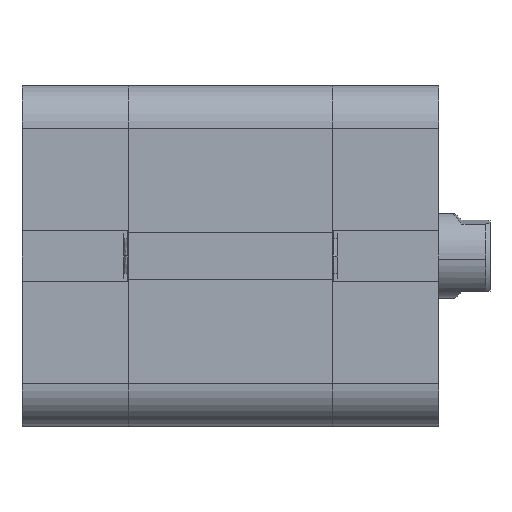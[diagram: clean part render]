
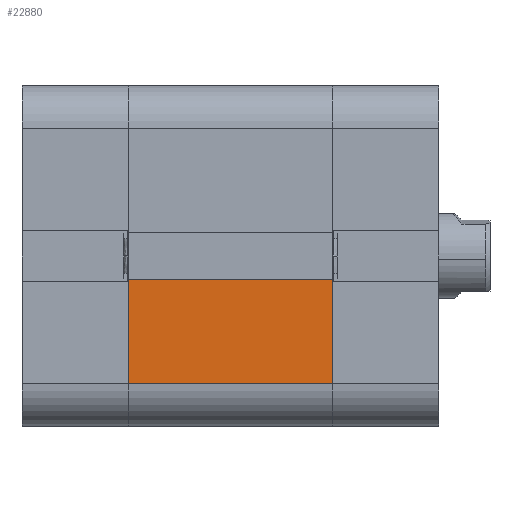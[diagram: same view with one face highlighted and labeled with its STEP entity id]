
A CAD part, front view. The second image highlights one B-rep face of the part: STEP entity #22880.
In plain terms, the highlighted planar face has unit normal (0, -1, 0).
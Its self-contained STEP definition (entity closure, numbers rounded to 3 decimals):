
#331 = CARTESIAN_POINT ( 'NONE',  ( 24.001, -20., -2.8 ) ) ;
#605 = DIRECTION ( 'NONE',  ( 1., 0., 0. ) ) ;
#935 = VERTEX_POINT ( 'NONE', #18183 ) ;
#1009 = LINE ( 'NONE', #6997, #7418 ) ;
#3582 = EDGE_CURVE ( 'NONE', #9856, #8486, #1009, .T. ) ;
#3870 = DIRECTION ( 'NONE',  ( -1., 0., 0. ) ) ;
#3900 = EDGE_CURVE ( 'NONE', #935, #8486, #21006, .T. ) ;
#4965 = CARTESIAN_POINT ( 'NONE',  ( 24., -20., -15. ) ) ;
#5320 = VECTOR ( 'NONE', #8346, 1000. ) ;
#5514 = PLANE ( 'NONE',  #14840 ) ;
#5920 = CARTESIAN_POINT ( 'NONE',  ( 24., -20., -20. ) ) ;
#5932 = ORIENTED_EDGE ( 'NONE', *, *, #20265, .T. ) ;
#6997 = CARTESIAN_POINT ( 'NONE',  ( 24., -20., -15. ) ) ;
#7418 = VECTOR ( 'NONE', #605, 1000. ) ;
#8346 = DIRECTION ( 'NONE',  ( 0., 0., -1. ) ) ;
#8486 = VERTEX_POINT ( 'NONE', #4965 ) ;
#8717 = EDGE_LOOP ( 'NONE', ( #5932, #23371, #9992, #11664 ) ) ;
#9856 = VERTEX_POINT ( 'NONE', #24581 ) ;
#9992 = ORIENTED_EDGE ( 'NONE', *, *, #3582, .T. ) ;
#10148 = LINE ( 'NONE', #331, #18812 ) ;
#11664 = ORIENTED_EDGE ( 'NONE', *, *, #3900, .F. ) ;
#13307 = EDGE_CURVE ( 'NONE', #20692, #9856, #23893, .T. ) ;
#13482 = CARTESIAN_POINT ( 'NONE',  ( 0., -20., -20. ) ) ;
#14008 = DIRECTION ( 'NONE',  ( 0., 0., 1. ) ) ;
#14754 = CARTESIAN_POINT ( 'NONE',  ( 24., -20., -20. ) ) ;
#14840 = AXIS2_PLACEMENT_3D ( 'NONE', #5920, #18152, #14008 ) ;
#18152 = DIRECTION ( 'NONE',  ( 0., 1., 0. ) ) ;
#18183 = CARTESIAN_POINT ( 'NONE',  ( 24., -20., -2.8 ) ) ;
#18812 = VECTOR ( 'NONE', #3870, 1000. ) ;
#20265 = EDGE_CURVE ( 'NONE', #935, #20692, #10148, .T. ) ;
#20464 = CARTESIAN_POINT ( 'NONE',  ( 0., -20., -2.8 ) ) ;
#20692 = VERTEX_POINT ( 'NONE', #20464 ) ;
#21006 = LINE ( 'NONE', #14754, #5320 ) ;
#21951 = DIRECTION ( 'NONE',  ( 0., 0., -1. ) ) ;
#22880 = ADVANCED_FACE ( 'NONE', ( #27211 ), #5514, .F. ) ;
#23371 = ORIENTED_EDGE ( 'NONE', *, *, #13307, .T. ) ;
#23893 = LINE ( 'NONE', #13482, #23942 ) ;
#23942 = VECTOR ( 'NONE', #21951, 1000. ) ;
#24581 = CARTESIAN_POINT ( 'NONE',  ( 0., -20., -15. ) ) ;
#27211 = FACE_OUTER_BOUND ( 'NONE', #8717, .T. ) ;
